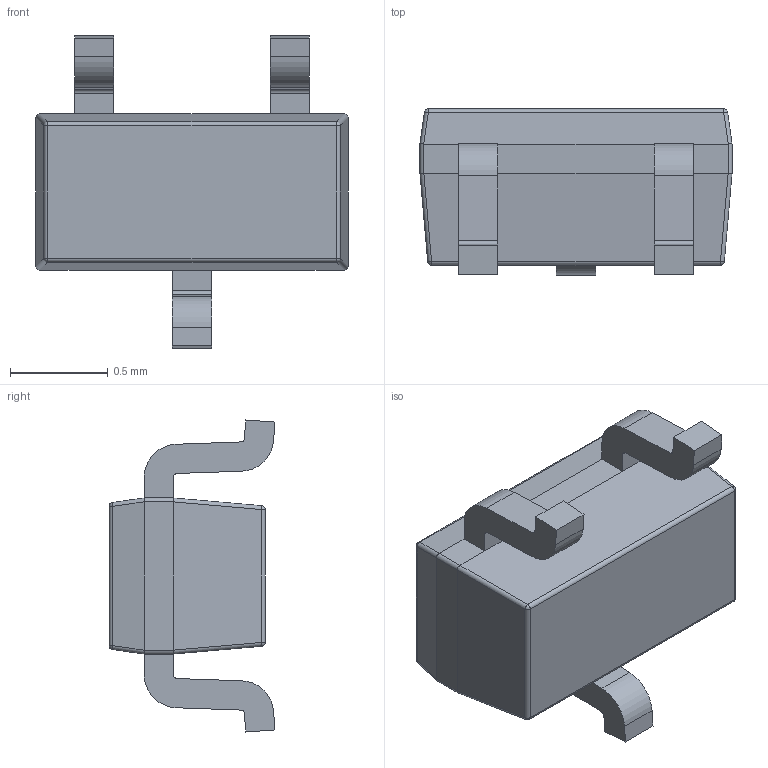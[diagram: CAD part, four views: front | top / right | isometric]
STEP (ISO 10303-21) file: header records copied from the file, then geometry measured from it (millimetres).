
FILE_DESCRIPTION (( 'STEP AP214' ), '1' );
FILE_NAME ('SMMBT3904TT1G.STEP', '2024-12-05T09:32:00', ( '' ), ( '' ), 'SwSTEP 2.0', 'SolidWorks 2016', '' );
FILE_SCHEMA (( 'AUTOMOTIVE_DESIGN' ));
Length unit declared in the file: millimetre
Products named in the file (1): SMMBT3904TT1G
Bounding box: 1.6 x 0.85 x 1.6 mm (x, y, z)
Volume: 1 mm3; surface area: 7.6 mm2
Topology: 1 solids, 1 shells, 84 faces, 218 edges, 128 vertices
Faces by surface type: plane 44, cylinder 32, sphere 8
Entity records: 2917 total; most frequent: CARTESIAN_POINT 447, DIRECTION 420, ORIENTED_EDGE 420, EDGE_CURVE 210, LINE 154, VECTOR 154, AXIS2_PLACEMENT_3D 133, VERTEX_POINT 128
